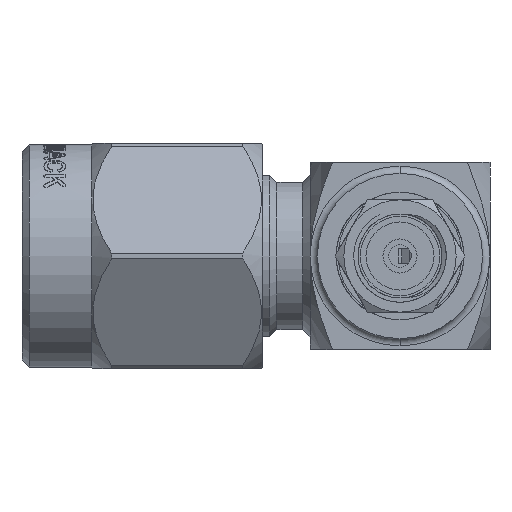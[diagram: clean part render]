
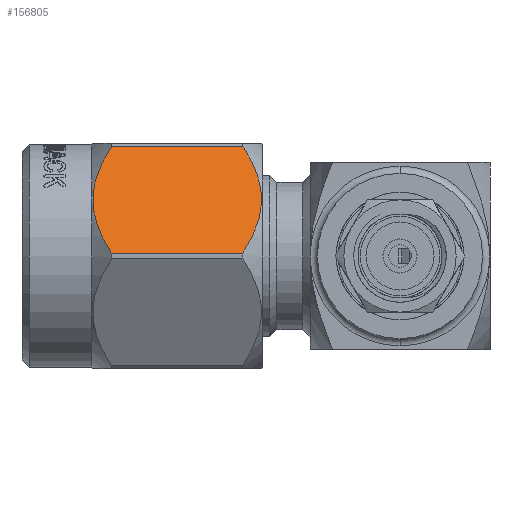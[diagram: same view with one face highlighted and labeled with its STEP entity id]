
A CAD part, left-side view. The second image highlights one B-rep face of the part: STEP entity #156805.
In plain terms, the highlighted face is planar.
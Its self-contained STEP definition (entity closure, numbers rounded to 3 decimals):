
#790 = CARTESIAN_POINT ( 'NONE',  ( 3.817, 10.755, -1.327 ) ) ;
#1325 = CARTESIAN_POINT ( 'NONE',  ( 4.184, 10.529, -0.691 ) ) ;
#8628 = CARTESIAN_POINT ( 'NONE',  ( 4.583, 4.265, 0. ) ) ;
#13107 = CARTESIAN_POINT ( 'NONE',  ( 2.517, 10.364, -3.577 ) ) ;
#14164 = CARTESIAN_POINT ( 'NONE',  ( 3.053, 10.753, -2.65 ) ) ;
#17631 = CARTESIAN_POINT ( 'NONE',  ( 4.524, 5.548, -0.102 ) ) ;
#19010 = CARTESIAN_POINT ( 'NONE',  ( 3.248, 4.902, -2.312 ) ) ;
#23840 = CARTESIAN_POINT ( 'NONE',  ( 3.626, 10.819, -1.656 ) ) ;
#25417 = CARTESIAN_POINT ( 'NONE',  ( 3.244, 10.818, -2.32 ) ) ;
#26650 = B_SPLINE_CURVE_WITH_KNOTS ( 'NONE', 3,
 ( #36225, #13107, #49078, #63024, #14164, #25417, #122008, #37815, #23840, #790, #111358, #1325, #48564, #123576 ),
 .UNSPECIFIED., .F., .F.,
 ( 4, 2, 2, 2, 2, 2, 4 ),
 ( 0., 0.001, 0.002, 0.002, 0.003, 0.003, 0.005 ),
 .UNSPECIFIED. ) ;
#27645 = ORIENTED_EDGE ( 'NONE', *, *, #48473, .F. ) ;
#31906 = CARTESIAN_POINT ( 'NONE',  ( 4.357, 5.357, -0.391 ) ) ;
#32096 = VERTEX_POINT ( 'NONE', #151552 ) ;
#32813 = DIRECTION ( 'NONE',  ( -0.5, 0., -0.866 ) ) ;
#33033 = DIRECTION ( 'NONE',  ( 0., 1., 0. ) ) ;
#36225 = CARTESIAN_POINT ( 'NONE',  ( 2.35, 10.172, -3.867 ) ) ;
#37815 = CARTESIAN_POINT ( 'NONE',  ( 3.531, 10.835, -1.822 ) ) ;
#37830 = CARTESIAN_POINT ( 'NONE',  ( 4.524, 10.172, -0.102 ) ) ;
#41160 = LINE ( 'NONE', #117291, #60322 ) ;
#48317 = DIRECTION ( 'NONE',  ( 0.866, 0., -0.5 ) ) ;
#48473 = EDGE_CURVE ( 'NONE', #80346, #115478, #41160, .T. ) ;
#48564 = CARTESIAN_POINT ( 'NONE',  ( 4.356, 10.364, -0.392 ) ) ;
#49078 = CARTESIAN_POINT ( 'NONE',  ( 2.689, 10.528, -3.279 ) ) ;
#52619 = FACE_OUTER_BOUND ( 'NONE', #65475, .T. ) ;
#55536 = CARTESIAN_POINT ( 'NONE',  ( 3.631, 4.903, -1.649 ) ) ;
#56612 = CARTESIAN_POINT ( 'NONE',  ( 2.35, 5.548, -3.867 ) ) ;
#56671 = CARTESIAN_POINT ( 'NONE',  ( 2.35, 5.548, -3.867 ) ) ;
#60322 = VECTOR ( 'NONE', #33033, 1000. ) ;
#63024 = CARTESIAN_POINT ( 'NONE',  ( 2.96, 10.705, -2.81 ) ) ;
#65475 = EDGE_LOOP ( 'NONE', ( #27645, #115036, #69989, #102114 ) ) ;
#66939 = VECTOR ( 'NONE', #119152, 1000. ) ;
#69989 = ORIENTED_EDGE ( 'NONE', *, *, #100444, .F. ) ;
#70012 = CARTESIAN_POINT ( 'NONE',  ( 3.914, 5.016, -1.159 ) ) ;
#80346 = VERTEX_POINT ( 'NONE', #17631 ) ;
#82445 = CARTESIAN_POINT ( 'NONE',  ( 3.343, 4.885, -2.147 ) ) ;
#87055 = B_SPLINE_CURVE_WITH_KNOTS ( 'NONE', 3,
 ( #105514, #31906, #93165, #70012, #130621, #55536, #94732, #82445, #19010, #130092, #106037, #142436, #155758, #56612 ),
 .UNSPECIFIED., .F., .F.,
 ( 4, 2, 2, 2, 2, 2, 4 ),
 ( 0., 0.001, 0.002, 0.002, 0.003, 0.003, 0.005 ),
 .UNSPECIFIED. ) ;
#93165 = CARTESIAN_POINT ( 'NONE',  ( 4.185, 5.193, -0.689 ) ) ;
#94732 = CARTESIAN_POINT ( 'NONE',  ( 3.534, 4.886, -1.816 ) ) ;
#100444 = EDGE_CURVE ( 'NONE', #32096, #108196, #132176, .T. ) ;
#102114 = ORIENTED_EDGE ( 'NONE', *, *, #133299, .T. ) ;
#105514 = CARTESIAN_POINT ( 'NONE',  ( 4.524, 5.548, -0.102 ) ) ;
#106037 = CARTESIAN_POINT ( 'NONE',  ( 2.963, 5.014, -2.805 ) ) ;
#108196 = VERTEX_POINT ( 'NONE', #56671 ) ;
#111358 = CARTESIAN_POINT ( 'NONE',  ( 3.911, 10.707, -1.164 ) ) ;
#115036 = ORIENTED_EDGE ( 'NONE', *, *, #128028, .T. ) ;
#115478 = VERTEX_POINT ( 'NONE', #37830 ) ;
#117291 = CARTESIAN_POINT ( 'NONE',  ( 4.524, 0., -0.102 ) ) ;
#119152 = DIRECTION ( 'NONE',  ( 0., -1., 0. ) ) ;
#120678 = CARTESIAN_POINT ( 'NONE',  ( 2.35, 0., -3.867 ) ) ;
#122008 = CARTESIAN_POINT ( 'NONE',  ( 3.34, 10.835, -2.153 ) ) ;
#123576 = CARTESIAN_POINT ( 'NONE',  ( 4.524, 10.172, -0.102 ) ) ;
#128028 = EDGE_CURVE ( 'NONE', #80346, #108196, #87055, .T. ) ;
#130092 = CARTESIAN_POINT ( 'NONE',  ( 3.057, 4.966, -2.642 ) ) ;
#130621 = CARTESIAN_POINT ( 'NONE',  ( 3.821, 4.968, -1.319 ) ) ;
#132176 = LINE ( 'NONE', #120678, #66939 ) ;
#133299 = EDGE_CURVE ( 'NONE', #32096, #115478, #26650, .T. ) ;
#142261 = PLANE ( 'NONE',  #156903 ) ;
#142436 = CARTESIAN_POINT ( 'NONE',  ( 2.69, 5.192, -3.278 ) ) ;
#151552 = CARTESIAN_POINT ( 'NONE',  ( 2.35, 10.172, -3.867 ) ) ;
#155758 = CARTESIAN_POINT ( 'NONE',  ( 2.518, 5.357, -3.577 ) ) ;
#156805 = ADVANCED_FACE ( 'NONE', ( #52619 ), #142261, .T. ) ;
#156903 = AXIS2_PLACEMENT_3D ( 'NONE', #8628, #48317, #32813 ) ;
